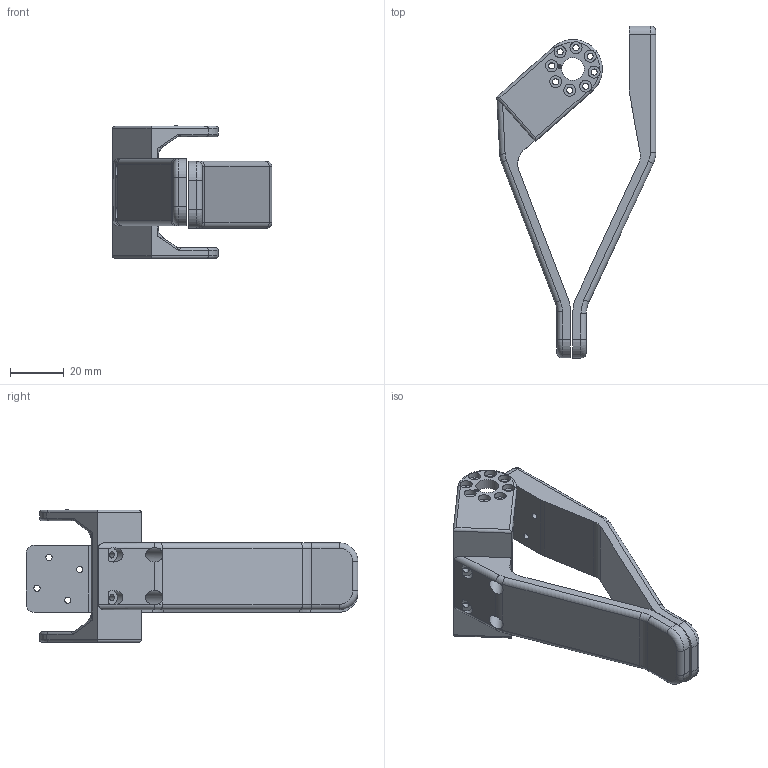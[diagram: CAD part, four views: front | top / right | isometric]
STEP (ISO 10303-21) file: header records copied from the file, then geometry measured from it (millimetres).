
FILE_DESCRIPTION(/* description */ ('STEP AP242','CAx-IF Rec.Pracs.---Representation and Presentation of Product Manufacturing Information (PMI)---4.0---2014-10-13','CAx-IF Rec.Pracs.---3D Tessellated Geometry---0.4---2014-09-14','2;1'),/* implementation_level */ '2;1');
FILE_NAME(/* name */ '6804d4ff90af38297166ac6b',/* time_stamp */ '2025-04-20T11:05:37Z',/* author */ (''),/* organization */ (''),/* preprocessor_version */ 'ST-DEVELOPER v20',/* originating_system */ 'ONSHAPE BY PTC INC, 1.196',/* authorisation */ ' ');
FILE_SCHEMA (('AP242_MANAGED_MODEL_BASED_3D_ENGINEERING_MIM_LF { 1 0 10303 442 1 1 4 }'));
Length unit declared in the file: metre
Products named in the file (3): Part 2; Part 3; Part 1
Bounding box: 59.66 x 124.08 x 49.7 mm (x, y, z)
Volume: 43332.8 mm3; surface area: 21959.7 mm2
Topology: 3 solids, 3 shells, 203 faces, 498 edges, 305 vertices
Faces by surface type: cylinder 108, plane 60, torus 27, bspline 8
Full cylindrical faces by diameter (mm): 2.3 x16, 2.35 x12, 4.5 x16, 5.35 x6, 8.5 x2
Entity records: 5843 total; most frequent: CARTESIAN_POINT 1138, DIRECTION 1032, ORIENTED_EDGE 826, AXIS2_PLACEMENT_3D 448, EDGE_CURVE 413, EDGE_LOOP 336, FACE_BOUND 336, VERTEX_POINT 289
